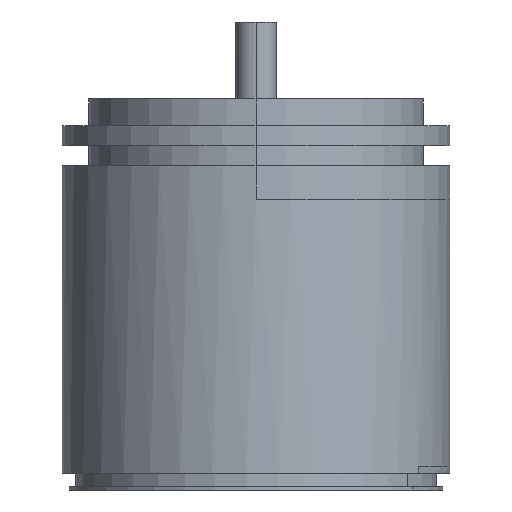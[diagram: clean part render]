
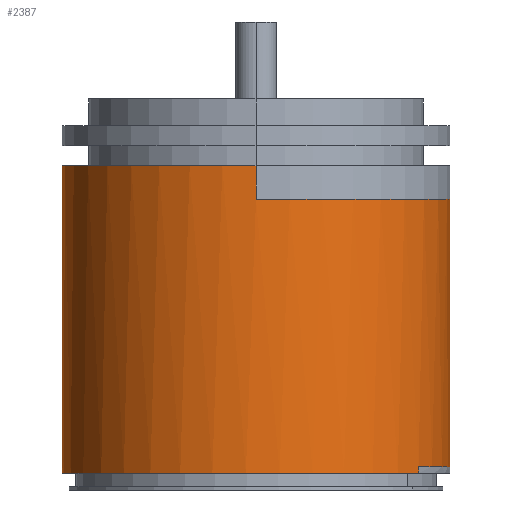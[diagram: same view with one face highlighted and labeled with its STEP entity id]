
A CAD part, front view. The second image highlights one B-rep face of the part: STEP entity #2387.
In plain terms, the highlighted cylindrical face has radius 29 mm (diameter 58 mm), a partial arc.
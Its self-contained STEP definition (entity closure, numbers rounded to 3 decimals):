
#229=CARTESIAN_POINT('',(0.,0.,-10.));
#230=DIRECTION('',(0.,0.,-1.));
#231=DIRECTION('',(0.,-1.,0.));
#232=AXIS2_PLACEMENT_3D('',#229,#230,#231);
#249=CARTESIAN_POINT('',(0.,0.,-55.));
#250=DIRECTION('',(0.,0.,-1.));
#251=DIRECTION('',(1.,0.,0.));
#252=AXIS2_PLACEMENT_3D('',#249,#250,#251);
#254=DIRECTION('',(0.,0.,1.));
#255=VECTOR('',#254,40.);
#256=CARTESIAN_POINT('',(-29.,0.,-55.));
#257=LINE('',#256,#255);
#258=CARTESIAN_POINT('',(0.,0.,-15.));
#259=DIRECTION('',(0.,0.,1.));
#260=DIRECTION('',(0.,1.,0.));
#261=AXIS2_PLACEMENT_3D('',#258,#259,#260);
#263=DIRECTION('',(0.,0.,1.));
#264=VECTOR('',#263,5.);
#265=CARTESIAN_POINT('',(0.,29.,-15.));
#266=LINE('',#265,#264);
#267=DIRECTION('',(0.,0.,-1.));
#268=VECTOR('',#267,5.);
#269=CARTESIAN_POINT('',(0.,-29.,-10.));
#270=LINE('',#269,#268);
#271=DIRECTION('',(0.,0.,-1.));
#272=VECTOR('',#271,40.);
#273=CARTESIAN_POINT('',(29.,0.,-15.));
#274=LINE('',#273,#272);
#275=CARTESIAN_POINT('',(0.,0.,-55.));
#276=DIRECTION('',(0.,0.,-1.));
#277=DIRECTION('',(-1.,0.,0.));
#278=AXIS2_PLACEMENT_3D('',#275,#276,#277);
#280=DIRECTION('',(0.,0.,-1.));
#281=VECTOR('',#280,1.);
#282=CARTESIAN_POINT('',(-24.321,15.795,-55.));
#283=LINE('',#282,#281);
#284=DIRECTION('',(0.,0.,1.));
#285=VECTOR('',#284,1.);
#286=CARTESIAN_POINT('',(24.321,-15.795,-56.));
#287=LINE('',#286,#285);
#288=CARTESIAN_POINT('',(0.,0.,-15.));
#289=DIRECTION('',(0.,0.,1.));
#290=DIRECTION('',(0.,-1.,0.));
#291=AXIS2_PLACEMENT_3D('',#288,#289,#290);
#293=CARTESIAN_POINT('',(0.,0.,-56.));
#294=DIRECTION('',(0.,0.,1.));
#295=DIRECTION('',(-0.839,0.545,0.));
#296=AXIS2_PLACEMENT_3D('',#293,#294,#295);
#1755=CARTESIAN_POINT('',(0.,29.,-10.));
#1756=CARTESIAN_POINT('',(0.,-29.,-10.));
#1757=VERTEX_POINT('',#1755);
#1758=VERTEX_POINT('',#1756);
#1909=CARTESIAN_POINT('',(-24.321,15.795,-56.));
#1910=CARTESIAN_POINT('',(24.321,-15.795,-56.));
#1911=VERTEX_POINT('',#1909);
#1912=VERTEX_POINT('',#1910);
#2015=CARTESIAN_POINT('',(0.,29.,-15.));
#2016=CARTESIAN_POINT('',(-29.,0.,-15.));
#2017=VERTEX_POINT('',#2015);
#2018=VERTEX_POINT('',#2016);
#2019=CARTESIAN_POINT('',(0.,-29.,-15.));
#2020=CARTESIAN_POINT('',(29.,0.,-15.));
#2021=VERTEX_POINT('',#2019);
#2022=VERTEX_POINT('',#2020);
#2027=CARTESIAN_POINT('',(-29.,0.,-55.));
#2028=CARTESIAN_POINT('',(-24.321,15.795,-55.));
#2029=VERTEX_POINT('',#2027);
#2030=VERTEX_POINT('',#2028);
#2031=CARTESIAN_POINT('',(29.,0.,-55.));
#2032=CARTESIAN_POINT('',(24.321,-15.795,-55.));
#2033=VERTEX_POINT('',#2031);
#2034=VERTEX_POINT('',#2032);
#2357=CARTESIAN_POINT('',(0.,0.,-9.899));
#2358=DIRECTION('',(0.,0.,-1.));
#2359=DIRECTION('',(0.,-1.,0.));
#2360=AXIS2_PLACEMENT_3D('',#2357,#2358,#2359);
#2361=CYLINDRICAL_SURFACE('',#2360,29.);
#2363=ORIENTED_EDGE('',*,*,#2362,.T.);
#2365=ORIENTED_EDGE('',*,*,#2364,.F.);
#2367=ORIENTED_EDGE('',*,*,#2366,.F.);
#2369=ORIENTED_EDGE('',*,*,#2368,.F.);
#2371=ORIENTED_EDGE('',*,*,#2370,.F.);
#2373=ORIENTED_EDGE('',*,*,#2372,.T.);
#2375=ORIENTED_EDGE('',*,*,#2374,.F.);
#2377=ORIENTED_EDGE('',*,*,#2376,.T.);
#2378=ORIENTED_EDGE('',*,*,#2346,.F.);
#2380=ORIENTED_EDGE('',*,*,#2379,.T.);
#2382=ORIENTED_EDGE('',*,*,#2381,.T.);
#2384=ORIENTED_EDGE('',*,*,#2383,.T.);
#2385=EDGE_LOOP('',(#2363,#2365,#2367,#2369,#2371,#2373,#2375,#2377,#2378,#2380,
#2382,#2384));
#2386=FACE_OUTER_BOUND('',#2385,.F.);
#233=CIRCLE('',#232,29.);
#253=CIRCLE('',#252,29.);
#262=CIRCLE('',#261,29.);
#279=CIRCLE('',#278,29.);
#292=CIRCLE('',#291,29.);
#297=CIRCLE('',#296,29.);
#2346=EDGE_CURVE('',#1758,#1757,#233,.T.);
#2362=EDGE_CURVE('',#2033,#2034,#253,.T.);
#2364=EDGE_CURVE('',#1912,#2034,#287,.T.);
#2366=EDGE_CURVE('',#1911,#1912,#297,.T.);
#2368=EDGE_CURVE('',#2030,#1911,#283,.T.);
#2370=EDGE_CURVE('',#2029,#2030,#279,.T.);
#2372=EDGE_CURVE('',#2029,#2018,#257,.T.);
#2374=EDGE_CURVE('',#2017,#2018,#262,.T.);
#2376=EDGE_CURVE('',#2017,#1757,#266,.T.);
#2379=EDGE_CURVE('',#1758,#2021,#270,.T.);
#2381=EDGE_CURVE('',#2021,#2022,#292,.T.);
#2383=EDGE_CURVE('',#2022,#2033,#274,.T.);
#2387=ADVANCED_FACE('',(#2386),#2361,.T.);
